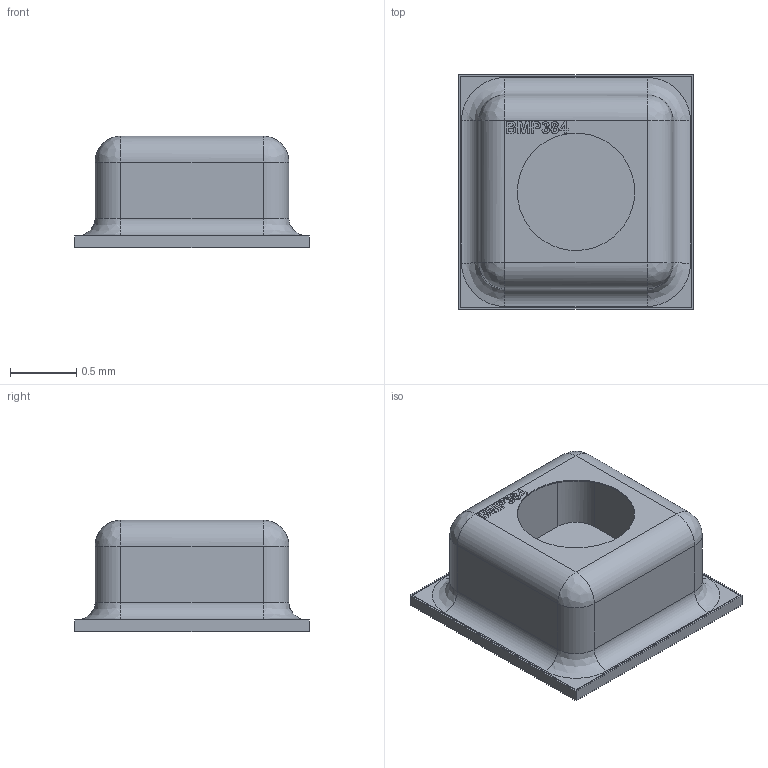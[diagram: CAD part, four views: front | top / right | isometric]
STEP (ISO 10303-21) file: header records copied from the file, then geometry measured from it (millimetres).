
FILE_DESCRIPTION(('FreeCAD Model'),'2;1');
FILE_NAME('Open CASCADE Shape Model','2025-04-30T09:06:56',('FreeCAD'),( 'FreeCAD'),'Open CASCADE STEP processor 7.6','FreeCAD','Unknown');
FILE_SCHEMA(('AUTOMOTIVE_DESIGN { 1 0 10303 214 1 1 1 1 }'));
Length unit declared in the file: millimetre
Products named in the file (1): Open CASCADE STEP translator 7.6 1
Bounding box: 1.78 x 1.78 x 0.84 mm (x, y, z)
Volume: 0.4 mm3; surface area: 16.6 mm2
Topology: 1 solids, 1 shells, 288 faces, 732 edges, 472 vertices
Faces by surface type: bspline 288
Entity records: 11479 total; most frequent: CARTESIAN_POINT 6953, ORIENTED_EDGE 1448, EDGE_CURVE 724, B_SPLINE_CURVE_WITH_KNOTS 678, VERTEX_POINT 472, FACE_BOUND 322, EDGE_LOOP 322, ADVANCED_FACE 288
